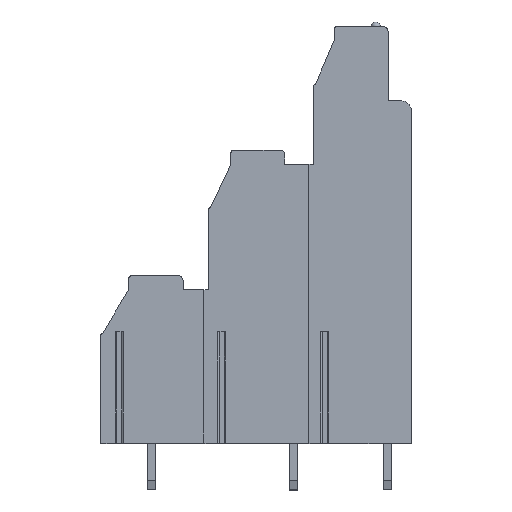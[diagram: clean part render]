
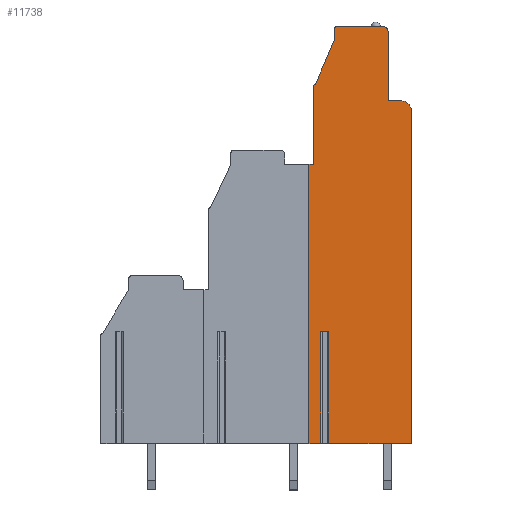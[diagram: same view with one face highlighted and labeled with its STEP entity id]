
A CAD part, top view. The second image highlights one B-rep face of the part: STEP entity #11738.
In plain terms, the highlighted planar face has unit normal (0, 0, 1).
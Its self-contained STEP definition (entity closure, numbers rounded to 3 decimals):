
#1359=DIRECTION('',(1.,0.,0.));
#1360=VECTOR('',#1359,0.856);
#1361=CARTESIAN_POINT('',(0.772,-18.05,27.94));
#1362=LINE('',#1361,#1360);
#1363=DIRECTION('',(0.,-1.,0.));
#1364=VECTOR('',#1363,11.95);
#1365=CARTESIAN_POINT('',(0.772,-18.05,27.94));
#1366=LINE('',#1365,#1364);
#1367=DIRECTION('',(1.,0.,0.));
#1368=VECTOR('',#1367,1.272);
#1369=CARTESIAN_POINT('',(-0.5,-30.,27.94));
#1370=LINE('',#1369,#1368);
#1371=DIRECTION('',(0.,1.,0.));
#1372=VECTOR('',#1371,30.);
#1373=CARTESIAN_POINT('',(-0.5,-30.,27.94));
#1374=LINE('',#1373,#1372);
#1375=DIRECTION('',(-1.,0.,0.));
#1376=VECTOR('',#1375,0.5);
#1377=CARTESIAN_POINT('',(0.,0.,27.94));
#1378=LINE('',#1377,#1376);
#1379=DIRECTION('',(0.,-1.,0.));
#1380=VECTOR('',#1379,8.4);
#1381=CARTESIAN_POINT('',(0.,8.4,27.94));
#1382=LINE('',#1381,#1380);
#1383=CARTESIAN_POINT('',(0.2,8.4,27.94));
#1384=DIRECTION('',(0.,0.,1.));
#1385=DIRECTION('',(0.,1.,0.));
#1386=AXIS2_PLACEMENT_3D('',#1383,#1384,#1385);
#1388=DIRECTION('',(-0.392,-0.92,0.));
#1389=VECTOR('',#1388,5.108);
#1390=CARTESIAN_POINT('',(2.2,13.3,27.94));
#1391=LINE('',#1390,#1389);
#1392=DIRECTION('',(0.,-1.,0.));
#1393=VECTOR('',#1392,1.2);
#1394=CARTESIAN_POINT('',(2.2,14.5,27.94));
#1395=LINE('',#1394,#1393);
#1396=CARTESIAN_POINT('',(2.5,14.5,27.94));
#1397=DIRECTION('',(0.,0.,1.));
#1398=DIRECTION('',(0.,1.,0.));
#1399=AXIS2_PLACEMENT_3D('',#1396,#1397,#1398);
#1401=DIRECTION('',(-1.,0.,0.));
#1402=VECTOR('',#1401,5.);
#1403=CARTESIAN_POINT('',(7.5,14.8,27.94));
#1404=LINE('',#1403,#1402);
#1405=CARTESIAN_POINT('',(7.5,14.3,27.94));
#1406=DIRECTION('',(0.,0.,1.));
#1407=DIRECTION('',(1.,0.,0.));
#1408=AXIS2_PLACEMENT_3D('',#1405,#1406,#1407);
#1410=DIRECTION('',(0.,1.,0.));
#1411=VECTOR('',#1410,7.5);
#1412=CARTESIAN_POINT('',(8.,6.8,27.94));
#1413=LINE('',#1412,#1411);
#1414=DIRECTION('',(-1.,0.,0.));
#1415=VECTOR('',#1414,1.5);
#1416=CARTESIAN_POINT('',(9.5,6.8,27.94));
#1417=LINE('',#1416,#1415);
#1418=CARTESIAN_POINT('',(9.5,5.8,27.94));
#1419=DIRECTION('',(0.,0.,1.));
#1420=DIRECTION('',(1.,0.,0.));
#1421=AXIS2_PLACEMENT_3D('',#1418,#1419,#1420);
#1423=DIRECTION('',(0.,1.,0.));
#1424=VECTOR('',#1423,35.8);
#1425=CARTESIAN_POINT('',(10.5,-30.,27.94));
#1426=LINE('',#1425,#1424);
#1427=DIRECTION('',(1.,0.,0.));
#1428=VECTOR('',#1427,8.872);
#1429=CARTESIAN_POINT('',(1.628,-30.,27.94));
#1430=LINE('',#1429,#1428);
#1431=DIRECTION('',(0.,-1.,0.));
#1432=VECTOR('',#1431,11.95);
#1433=CARTESIAN_POINT('',(1.628,-18.05,27.94));
#1434=LINE('',#1433,#1432);
#7939=CARTESIAN_POINT('',(10.5,-30.,27.94));
#7940=CARTESIAN_POINT('',(10.5,5.8,27.94));
#7941=VERTEX_POINT('',#7939);
#7942=VERTEX_POINT('',#7940);
#7943=CARTESIAN_POINT('',(9.5,6.8,27.94));
#7944=VERTEX_POINT('',#7943);
#7945=CARTESIAN_POINT('',(8.,6.8,27.94));
#7946=VERTEX_POINT('',#7945);
#7947=CARTESIAN_POINT('',(8.,14.3,27.94));
#7948=VERTEX_POINT('',#7947);
#7949=CARTESIAN_POINT('',(7.5,14.8,27.94));
#7950=VERTEX_POINT('',#7949);
#7951=CARTESIAN_POINT('',(2.5,14.8,27.94));
#7952=VERTEX_POINT('',#7951);
#7953=CARTESIAN_POINT('',(2.2,14.5,27.94));
#7954=VERTEX_POINT('',#7953);
#7955=CARTESIAN_POINT('',(2.2,13.3,27.94));
#7956=VERTEX_POINT('',#7955);
#7957=CARTESIAN_POINT('',(0.2,8.6,27.94));
#7958=VERTEX_POINT('',#7957);
#7959=CARTESIAN_POINT('',(0.,8.4,27.94));
#7960=VERTEX_POINT('',#7959);
#7961=CARTESIAN_POINT('',(0.,0.,27.94));
#7962=VERTEX_POINT('',#7961);
#7987=CARTESIAN_POINT('',(-0.5,-30.,27.94));
#7988=CARTESIAN_POINT('',(-0.5,0.,27.94));
#7989=VERTEX_POINT('',#7987);
#7990=VERTEX_POINT('',#7988);
#8047=CARTESIAN_POINT('',(0.772,-18.05,27.94));
#8048=CARTESIAN_POINT('',(1.628,-18.05,27.94));
#8049=VERTEX_POINT('',#8047);
#8050=VERTEX_POINT('',#8048);
#8055=CARTESIAN_POINT('',(0.772,-30.,27.94));
#8056=VERTEX_POINT('',#8055);
#8057=CARTESIAN_POINT('',(1.628,-30.,27.94));
#8058=VERTEX_POINT('',#8057);
#11699=CARTESIAN_POINT('',(0.,0.,27.94));
#11700=DIRECTION('',(0.,0.,1.));
#11701=DIRECTION('',(1.,0.,0.));
#11702=AXIS2_PLACEMENT_3D('',#11699,#11700,#11701);
#11703=PLANE('',#11702);
#11705=ORIENTED_EDGE('',*,*,#11704,.F.);
#11707=ORIENTED_EDGE('',*,*,#11706,.T.);
#11708=ORIENTED_EDGE('',*,*,#11449,.F.);
#11710=ORIENTED_EDGE('',*,*,#11709,.T.);
#11711=ORIENTED_EDGE('',*,*,#10346,.F.);
#11712=ORIENTED_EDGE('',*,*,#10603,.F.);
#11714=ORIENTED_EDGE('',*,*,#11713,.F.);
#11716=ORIENTED_EDGE('',*,*,#11715,.F.);
#11718=ORIENTED_EDGE('',*,*,#11717,.F.);
#11720=ORIENTED_EDGE('',*,*,#11719,.F.);
#11722=ORIENTED_EDGE('',*,*,#11721,.F.);
#11724=ORIENTED_EDGE('',*,*,#11723,.F.);
#11726=ORIENTED_EDGE('',*,*,#11725,.F.);
#11728=ORIENTED_EDGE('',*,*,#11727,.F.);
#11730=ORIENTED_EDGE('',*,*,#11729,.F.);
#11732=ORIENTED_EDGE('',*,*,#11731,.F.);
#11733=ORIENTED_EDGE('',*,*,#11465,.F.);
#11735=ORIENTED_EDGE('',*,*,#11734,.F.);
#11736=EDGE_LOOP('',(#11705,#11707,#11708,#11710,#11711,#11712,#11714,#11716,
#11718,#11720,#11722,#11724,#11726,#11728,#11730,#11732,#11733,#11735));
#11737=FACE_OUTER_BOUND('',#11736,.F.);
#11738=ADVANCED_FACE('',(#11737),#11703,.T.);
#1387=CIRCLE('',#1386,0.2);
#1400=CIRCLE('',#1399,0.3);
#1409=CIRCLE('',#1408,0.5);
#1422=CIRCLE('',#1421,1.);
#10346=EDGE_CURVE('',#7962,#7990,#1378,.T.);
#10603=EDGE_CURVE('',#7960,#7962,#1382,.T.);
#11449=EDGE_CURVE('',#7989,#8056,#1370,.T.);
#11465=EDGE_CURVE('',#8058,#7941,#1430,.T.);
#11704=EDGE_CURVE('',#8049,#8050,#1362,.T.);
#11706=EDGE_CURVE('',#8049,#8056,#1366,.T.);
#11709=EDGE_CURVE('',#7989,#7990,#1374,.T.);
#11713=EDGE_CURVE('',#7958,#7960,#1387,.T.);
#11715=EDGE_CURVE('',#7956,#7958,#1391,.T.);
#11717=EDGE_CURVE('',#7954,#7956,#1395,.T.);
#11719=EDGE_CURVE('',#7952,#7954,#1400,.T.);
#11721=EDGE_CURVE('',#7950,#7952,#1404,.T.);
#11723=EDGE_CURVE('',#7948,#7950,#1409,.T.);
#11725=EDGE_CURVE('',#7946,#7948,#1413,.T.);
#11727=EDGE_CURVE('',#7944,#7946,#1417,.T.);
#11729=EDGE_CURVE('',#7942,#7944,#1422,.T.);
#11731=EDGE_CURVE('',#7941,#7942,#1426,.T.);
#11734=EDGE_CURVE('',#8050,#8058,#1434,.T.);
